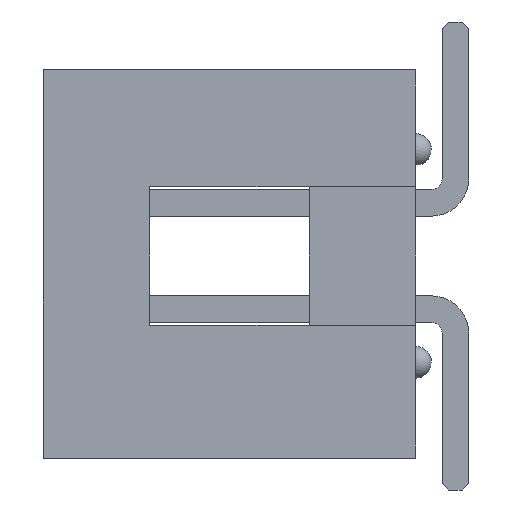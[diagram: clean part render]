
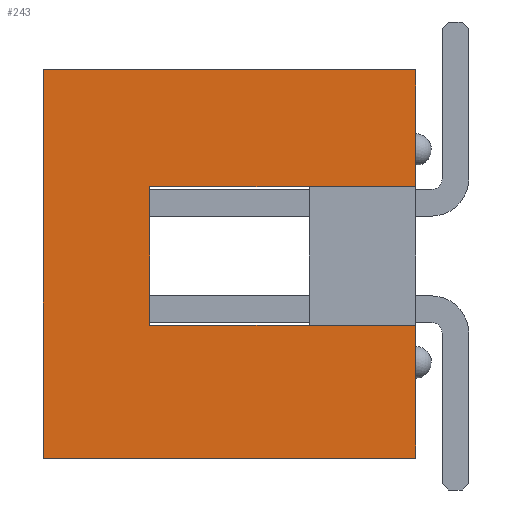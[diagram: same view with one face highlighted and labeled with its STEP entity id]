
A CAD part, left-side view. The second image highlights one B-rep face of the part: STEP entity #243.
In plain terms, the highlighted planar face has unit normal (-1, 0, 0).
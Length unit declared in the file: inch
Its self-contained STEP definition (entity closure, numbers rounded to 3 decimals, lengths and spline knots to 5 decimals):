
#243 = ADVANCED_FACE( '', ( #1136 ), #1137, .F. );
#1136 = FACE_OUTER_BOUND( '', #2845, .T. );
#1137 = PLANE( '', #2846 );
#2845 = EDGE_LOOP( '', ( #4807, #4808, #4809, #4810, #4811, #4812, #4813, #4814 ) );
#2846 = AXIS2_PLACEMENT_3D( '', #4815, #4816, #4817 );
#4807 = ORIENTED_EDGE( '', *, *, #12196, .F. );
#4808 = ORIENTED_EDGE( '', *, *, #12179, .F. );
#4809 = ORIENTED_EDGE( '', *, *, #12189, .F. );
#4810 = ORIENTED_EDGE( '', *, *, #12127, .F. );
#4811 = ORIENTED_EDGE( '', *, *, #12172, .T. );
#4812 = ORIENTED_EDGE( '', *, *, #12132, .T. );
#4813 = ORIENTED_EDGE( '', *, *, #12188, .F. );
#4814 = ORIENTED_EDGE( '', *, *, #12198, .F. );
#4815 = CARTESIAN_POINT( '', ( -1.4, 0., 0. ) );
#4816 = DIRECTION( '', ( 1., 0., 0. ) );
#4817 = DIRECTION( '', ( 0., 0., -1. ) );
#12127 = EDGE_CURVE( '', #14693, #14686, #14695, .T. );
#12132 = EDGE_CURVE( '', #14703, #14701, #14704, .T. );
#12172 = EDGE_CURVE( '', #14693, #14703, #14766, .T. );
#12179 = EDGE_CURVE( '', #14774, #14776, #14777, .T. );
#12188 = EDGE_CURVE( '', #14790, #14701, #14792, .T. );
#12189 = EDGE_CURVE( '', #14686, #14774, #14793, .T. );
#12196 = EDGE_CURVE( '', #14776, #14794, #14804, .T. );
#12198 = EDGE_CURVE( '', #14794, #14790, #14806, .T. );
#14686 = VERTEX_POINT( '', #18936 );
#14693 = VERTEX_POINT( '', #18946 );
#14695 = LINE( '', #18949, #18950 );
#14701 = VERTEX_POINT( '', #18959 );
#14703 = VERTEX_POINT( '', #18962 );
#14704 = LINE( '', #18963, #18964 );
#14766 = LINE( '', #19065, #19066 );
#14774 = VERTEX_POINT( '', #19079 );
#14776 = VERTEX_POINT( '', #19082 );
#14777 = LINE( '', #19083, #19084 );
#14790 = VERTEX_POINT( '', #19100 );
#14792 = LINE( '', #19103, #19104 );
#14793 = LINE( '', #19105, #19106 );
#14794 = VERTEX_POINT( '', #19107 );
#14804 = LINE( '', #19123, #19124 );
#14806 = LINE( '', #19127, #19128 );
#18936 = CARTESIAN_POINT( '', ( -1.4, 0., -0.065 ) );
#18946 = CARTESIAN_POINT( '', ( -1.4, 0.25, -0.065 ) );
#18949 = CARTESIAN_POINT( '', ( -1.4, 0.25, -0.065 ) );
#18950 = VECTOR( '', #25395, 39.37008 );
#18959 = CARTESIAN_POINT( '', ( -1.4, 0., 0.065 ) );
#18962 = CARTESIAN_POINT( '', ( -1.4, 0.25, 0.065 ) );
#18963 = CARTESIAN_POINT( '', ( -1.4, 0.25, 0.065 ) );
#18964 = VECTOR( '', #25400, 39.37008 );
#19065 = CARTESIAN_POINT( '', ( -1.4, 0.25, 0. ) );
#19066 = VECTOR( '', #25440, 39.37008 );
#19079 = CARTESIAN_POINT( '', ( -1.4, 0., -0.19 ) );
#19082 = CARTESIAN_POINT( '', ( -1.4, 0.35, -0.19 ) );
#19083 = CARTESIAN_POINT( '', ( -1.4, 0., -0.19 ) );
#19084 = VECTOR( '', #25447, 39.37008 );
#19100 = CARTESIAN_POINT( '', ( -1.4, 0., 0.175 ) );
#19103 = CARTESIAN_POINT( '', ( -1.4, 0., 0.175 ) );
#19104 = VECTOR( '', #25464, 39.37008 );
#19105 = CARTESIAN_POINT( '', ( -1.4, 0., 0.175 ) );
#19106 = VECTOR( '', #25465, 39.37008 );
#19107 = CARTESIAN_POINT( '', ( -1.4, 0.35, 0.175 ) );
#19123 = CARTESIAN_POINT( '', ( -1.4, 0.35, -0.19 ) );
#19124 = VECTOR( '', #25472, 39.37008 );
#19127 = CARTESIAN_POINT( '', ( -1.4, 0.35, 0.175 ) );
#19128 = VECTOR( '', #25474, 39.37008 );
#25395 = DIRECTION( '', ( 0., -1., 0. ) );
#25400 = DIRECTION( '', ( 0., -1., 0. ) );
#25440 = DIRECTION( '', ( 0., 0., 1. ) );
#25447 = DIRECTION( '', ( 0., 1., 0. ) );
#25464 = DIRECTION( '', ( 0., 0., -1. ) );
#25465 = DIRECTION( '', ( 0., 0., -1. ) );
#25472 = DIRECTION( '', ( 0., 0., 1. ) );
#25474 = DIRECTION( '', ( 0., -1., 0. ) );
